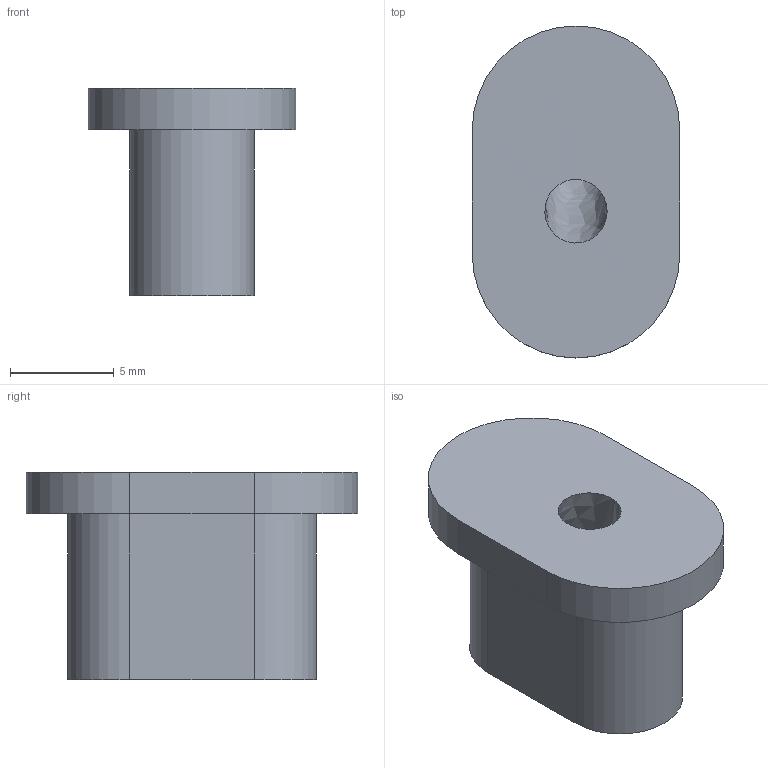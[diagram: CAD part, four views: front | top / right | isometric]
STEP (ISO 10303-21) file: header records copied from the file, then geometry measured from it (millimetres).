
FILE_DESCRIPTION(/* description */ (''),/* implementation_level */ '2;1');
FILE_NAME(/* name */ 'Nylon-tube-connector-part1 v1.step',/* time_stamp */ '2019-03-03T15:51:36+01:00',/* author */ ('emytass'),/* organization */ (''),/* preprocessor_version */ 'ST-DEVELOPER v17.2',/* originating_system */ 'Autodesk Translation Framework v7.6.0.251',/* authorisation */ '');
FILE_SCHEMA (('AUTOMOTIVE_DESIGN { 1 0 10303 214 3 1 1 }'));
Length unit declared in the file: millimetre
Products named in the file (1): Nylon-tube-connector-part1
Bounding box: 10 x 16 x 10 mm (x, y, z)
Volume: 716.4 mm3; surface area: 696 mm2
Topology: 1 solids, 1 shells, 12 faces, 27 edges, 18 vertices
Faces by surface type: plane 7, cylinder 4, bspline 1
Entity records: 661 total; most frequent: CARTESIAN_POINT 346, DIRECTION 56, ORIENTED_EDGE 54, EDGE_CURVE 27, AXIS2_PLACEMENT_3D 20, VERTEX_POINT 18, LINE 16, VECTOR 16
